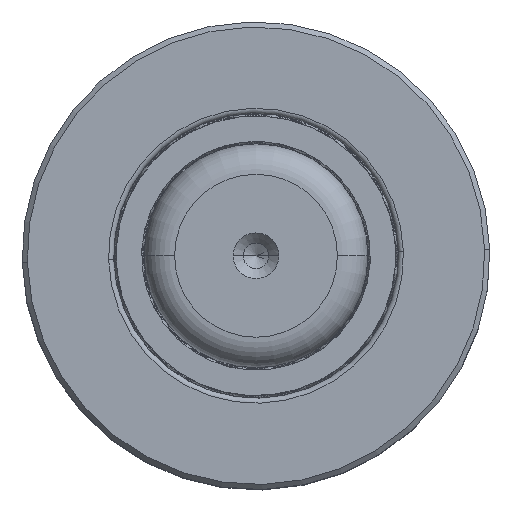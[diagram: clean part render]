
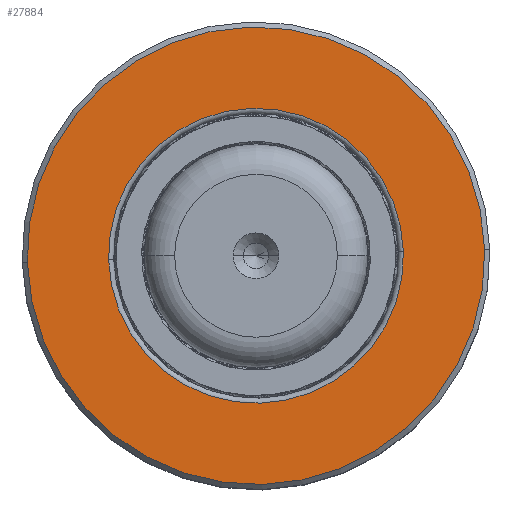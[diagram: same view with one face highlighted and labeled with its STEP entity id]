
A CAD part, top view. The second image highlights one B-rep face of the part: STEP entity #27884.
In plain terms, the highlighted face is planar.
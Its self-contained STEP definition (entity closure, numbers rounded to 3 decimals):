
#973 = VERTEX_POINT ( 'NONE', #981 ) ;
#981 = CARTESIAN_POINT ( 'NONE',  ( 0., 15.687, 22.5 ) ) ;
#1274 = CARTESIAN_POINT ( 'NONE',  ( 0., 15.687, 0. ) ) ;
#3212 = CIRCLE ( 'NONE', #43763, 22.5 ) ;
#4738 = AXIS2_PLACEMENT_3D ( 'NONE', #1274, #4947, #43428 ) ;
#4947 = DIRECTION ( 'NONE',  ( 0., -1., 0. ) ) ;
#5124 = DIRECTION ( 'NONE',  ( 0., -1., 0. ) ) ;
#5647 = DIRECTION ( 'NONE',  ( 0., 1., 0. ) ) ;
#6002 = CARTESIAN_POINT ( 'NONE',  ( 0., 15.687, -14.5 ) ) ;
#6097 = EDGE_CURVE ( 'NONE', #9790, #973, #19160, .T. ) ;
#6342 = DIRECTION ( 'NONE',  ( 0., 0., -1. ) ) ;
#6402 = EDGE_CURVE ( 'NONE', #15338, #23771, #16377, .T. ) ;
#7081 = FACE_BOUND ( 'NONE', #38231, .T. ) ;
#8716 = CARTESIAN_POINT ( 'NONE',  ( 22.5, 15.687, 0. ) ) ;
#9790 = VERTEX_POINT ( 'NONE', #15158 ) ;
#15158 = CARTESIAN_POINT ( 'NONE',  ( 0., 15.687, -22.5 ) ) ;
#15338 = VERTEX_POINT ( 'NONE', #6002 ) ;
#16377 = CIRCLE ( 'NONE', #4738, 14.5 ) ;
#17079 = ORIENTED_EDGE ( 'NONE', *, *, #28921, .F. ) ;
#17327 = ORIENTED_EDGE ( 'NONE', *, *, #6097, .F. ) ;
#19160 = CIRCLE ( 'NONE', #26665, 22.5 ) ;
#20401 = DIRECTION ( 'NONE',  ( 0., -1., 0. ) ) ;
#21754 = CIRCLE ( 'NONE', #42410, 14.5 ) ;
#23771 = VERTEX_POINT ( 'NONE', #44356 ) ;
#26665 = AXIS2_PLACEMENT_3D ( 'NONE', #37316, #20401, #6342 ) ;
#27884 = ADVANCED_FACE ( 'NONE', ( #7081, #30534 ), #29747, .T. ) ;
#28383 = ORIENTED_EDGE ( 'NONE', *, *, #6402, .T. ) ;
#28921 = EDGE_CURVE ( 'NONE', #973, #9790, #3212, .T. ) ;
#29132 = DIRECTION ( 'NONE',  ( 0., -1., 0. ) ) ;
#29683 = CARTESIAN_POINT ( 'NONE',  ( 0., 15.687, 0. ) ) ;
#29747 = PLANE ( 'NONE',  #31970 ) ;
#30327 = EDGE_CURVE ( 'NONE', #23771, #15338, #21754, .T. ) ;
#30534 = FACE_OUTER_BOUND ( 'NONE', #39971, .T. ) ;
#31970 = AXIS2_PLACEMENT_3D ( 'NONE', #8716, #5647, #36451 ) ;
#32649 = DIRECTION ( 'NONE',  ( 0., 0., -1. ) ) ;
#36451 = DIRECTION ( 'NONE',  ( 0., 0., 1. ) ) ;
#36751 = CARTESIAN_POINT ( 'NONE',  ( 0., 15.687, 0. ) ) ;
#37316 = CARTESIAN_POINT ( 'NONE',  ( 0., 15.687, 0. ) ) ;
#38231 = EDGE_LOOP ( 'NONE', ( #28383, #44913 ) ) ;
#39971 = EDGE_LOOP ( 'NONE', ( #17327, #17079 ) ) ;
#42410 = AXIS2_PLACEMENT_3D ( 'NONE', #29683, #5124, #43163 ) ;
#43163 = DIRECTION ( 'NONE',  ( 0., 0., -1. ) ) ;
#43428 = DIRECTION ( 'NONE',  ( 0., 0., -1. ) ) ;
#43763 = AXIS2_PLACEMENT_3D ( 'NONE', #36751, #29132, #32649 ) ;
#44356 = CARTESIAN_POINT ( 'NONE',  ( 0., 15.687, 14.5 ) ) ;
#44913 = ORIENTED_EDGE ( 'NONE', *, *, #30327, .T. ) ;
